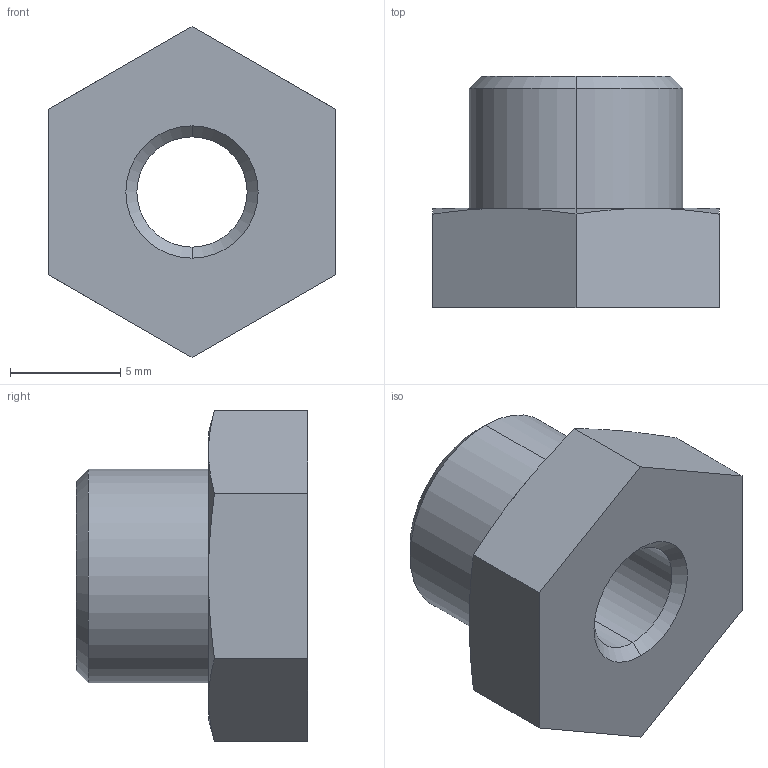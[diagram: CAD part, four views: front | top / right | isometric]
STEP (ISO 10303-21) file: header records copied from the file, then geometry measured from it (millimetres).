
FILE_DESCRIPTION(('STEP AP214'),'1');
FILE_NAME('COVAL_IM18M6F.stp','2017-12-28T08:28:02',('TraceParts'),('TraceParts S.A.'),'Spatial InterOp 3D',' ',' ');
FILE_SCHEMA(('automotive_design'));
Length unit declared in the file: millimetre
Products named in the file (1): COVAL_IM18M6F
Bounding box: 13 x 10.5 x 15.01 mm (x, y, z)
Volume: 886.1 mm3; surface area: 781.4 mm2
Topology: 1 solids, 1 shells, 27 faces, 58 edges, 34 vertices
Faces by surface type: cone 14, plane 9, cylinder 4
Entity records: 974 total; most frequent: CARTESIAN_POINT 160, DIRECTION 124, ORIENTED_EDGE 116, EDGE_CURVE 58, AXIS2_PLACEMENT_3D 50, VERTEX_POINT 34, EDGE_LOOP 30, STYLED_ITEM 27
